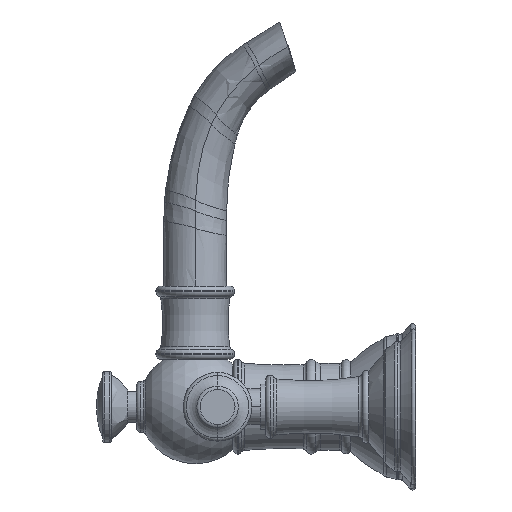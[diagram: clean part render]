
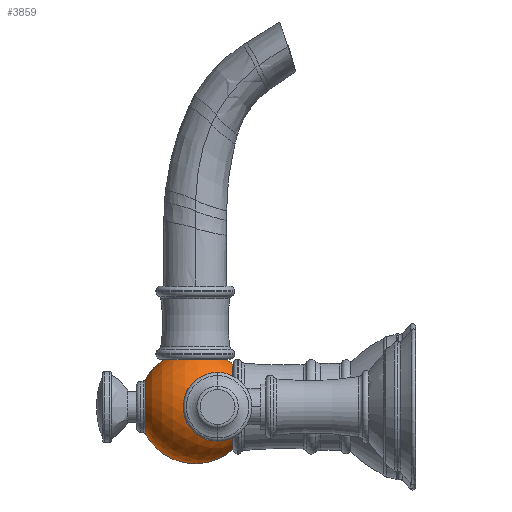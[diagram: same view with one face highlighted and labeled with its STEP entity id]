
A CAD part, left-side view. The second image highlights one B-rep face of the part: STEP entity #3859.
In plain terms, the highlighted spherical face has radius 20.663 mm.
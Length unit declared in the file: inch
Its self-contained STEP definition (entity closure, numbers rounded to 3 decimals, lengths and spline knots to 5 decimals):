
#550=CARTESIAN_POINT('',(0.,3.149,0.));
#551=DIRECTION('',(-1.,0.,0.));
#552=DIRECTION('',(0.,-0.663,0.749));
#553=AXIS2_PLACEMENT_3D('',#550,#551,#552);
#560=CARTESIAN_POINT('',(0.,3.149,0.));
#561=DIRECTION('',(-1.,0.,0.));
#562=DIRECTION('',(0.,0.565,0.825));
#563=AXIS2_PLACEMENT_3D('',#560,#561,#562);
#570=CARTESIAN_POINT('',(0.,3.149,0.));
#571=DIRECTION('',(-1.,0.,0.));
#572=DIRECTION('',(0.,0.884,-0.468));
#573=AXIS2_PLACEMENT_3D('',#570,#571,#572);
#580=CARTESIAN_POINT('',(0.,2.61,0.));
#581=DIRECTION('',(0.,-1.,0.));
#582=DIRECTION('',(0.,0.,1.));
#583=AXIS2_PLACEMENT_3D('',#580,#581,#582);
#1057=CARTESIAN_POINT('',(0.,3.86778,0.));
#1058=DIRECTION('',(0.,1.,0.));
#1059=DIRECTION('',(0.,0.,-1.));
#1060=AXIS2_PLACEMENT_3D('',#1057,#1058,#1059);
#1062=CARTESIAN_POINT('',(0.,3.149,0.67126));
#1063=DIRECTION('',(0.,0.,1.));
#1064=DIRECTION('',(0.,1.,0.));
#1065=AXIS2_PLACEMENT_3D('',#1062,#1063,#1064);
#1897=CARTESIAN_POINT('',(0.,3.86778,
0.38098));
#1899=VERTEX_POINT('',#1897);
#1901=CARTESIAN_POINT('',(0.,3.86778,
-0.38098));
#1903=VERTEX_POINT('',#1901);
#1920=CARTESIAN_POINT('',(0.,2.68944,0.67126));
#1921=CARTESIAN_POINT('',(0.,3.60856,0.67126));
#1922=VERTEX_POINT('',#1920);
#1923=VERTEX_POINT('',#1921);
#1924=CARTESIAN_POINT('',(0.,2.61,-0.60931));
#1925=CARTESIAN_POINT('',(0.,2.61,0.60931));
#1926=VERTEX_POINT('',#1924);
#1927=VERTEX_POINT('',#1925);
#3845=CARTESIAN_POINT('',(0.,3.149,0.));
#3846=DIRECTION('',(0.,-1.,0.));
#3847=DIRECTION('',(0.,0.,1.));
#3848=AXIS2_PLACEMENT_3D('',#3845,#3846,#3847);
#3849=SPHERICAL_SURFACE('',#3848,0.8135);
#3850=ORIENTED_EDGE('',*,*,#3178,.T.);
#3851=ORIENTED_EDGE('',*,*,#3161,.F.);
#3853=ORIENTED_EDGE('',*,*,#3852,.T.);
#3854=ORIENTED_EDGE('',*,*,#3157,.F.);
#3855=ORIENTED_EDGE('',*,*,#3127,.T.);
#3856=ORIENTED_EDGE('',*,*,#3154,.F.);
#3857=EDGE_LOOP('',(#3850,#3851,#3853,#3854,#3855,#3856));
#3858=FACE_OUTER_BOUND('',#3857,.F.);
#3859=ADVANCED_FACE('',(#3858),#3849,.T.);
#554=CIRCLE('',#553,0.8135);
#564=CIRCLE('',#563,0.8135);
#574=CIRCLE('',#573,0.8135);
#584=CIRCLE('',#583,0.60931);
#1061=CIRCLE('',#1060,0.38098);
#1066=CIRCLE('',#1065,0.45956);
#3127=EDGE_CURVE('',#1923,#1922,#1066,.T.);
#3154=EDGE_CURVE('',#1927,#1922,#554,.T.);
#3157=EDGE_CURVE('',#1923,#1899,#564,.T.);
#3161=EDGE_CURVE('',#1903,#1926,#574,.T.);
#3178=EDGE_CURVE('',#1927,#1926,#584,.T.);
#3852=EDGE_CURVE('',#1903,#1899,#1061,.T.);
